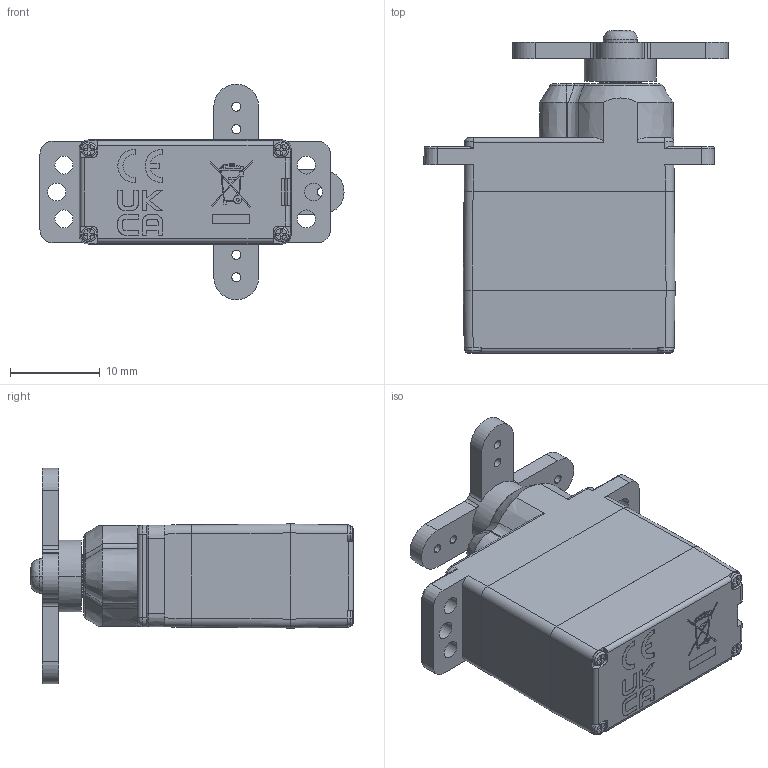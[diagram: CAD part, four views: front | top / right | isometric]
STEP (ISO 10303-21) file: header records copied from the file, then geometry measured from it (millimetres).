
FILE_DESCRIPTION((''),'2;1');
FILE_NAME('D71MH_576_ASSY_REDESIGN_220429_ASM','2022-05-02T',('Kil'),(''),'CREO PARAMETRIC BY PTC INC, 2016050','CREO PARAMETRIC BY PTC INC, 2016050','');
FILE_SCHEMA(('CONFIG_CONTROL_DESIGN'));
Length unit declared in the file: millimetre
Products named in the file (10): POM_HS66M; POM_HS66T; HS77L_POM_120101030203; 120212000220_AL_HS65MG5; 120212000220_AL65MG5_ASM; M-S25X_POM_120217000041; TW_6_5X3_2_SUS_120204000003; 120201000013_18A_CBH_M2_3XL5; 120202000134_SUS_CBH_T1XL22; D71MH_576_ASSY_REDESIGN_220429_ASM
Assembly tree (12 placements, depth 3):
  D71MH_576_ASSY_REDESIGN_220429_ASM
    POM_HS66M
    POM_HS66T
    HS77L_POM_120101030203
    120212000220_AL65MG5_ASM
      120212000220_AL_HS65MG5
    M-S25X_POM_120217000041
    TW_6_5X3_2_SUS_120204000003
    120201000013_18A_CBH_M2_3XL5
    120202000134_SUS_CBH_T1XL22  x4
Bounding box: 33.87 x 36 x 24 mm (x, y, z)
Volume: 6523.5 mm3; surface area: 5907.8 mm2
Topology: 11 solids, 13 shells, 1446 faces, 4021 edges, 2646 vertices
Faces by surface type: plane 773, cylinder 411, cone 103, bspline 60, torus 57, extrusion 40, sphere 2
Entity records: 58295 total; most frequent: CARTESIAN_POINT 14638, ORIENTED_EDGE 7100, DIRECTION 6409, PRESENTATION_STYLE_ASSIGNMENT 3562, STYLED_ITEM 3559, CURVE_STYLE 3550, EDGE_CURVE 3550, VERTEX_POINT 2340
